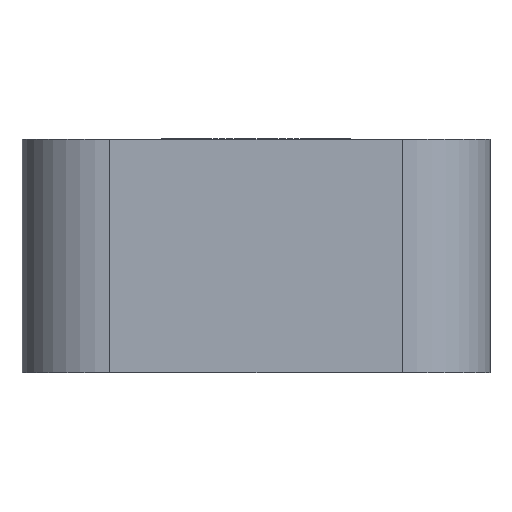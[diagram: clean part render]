
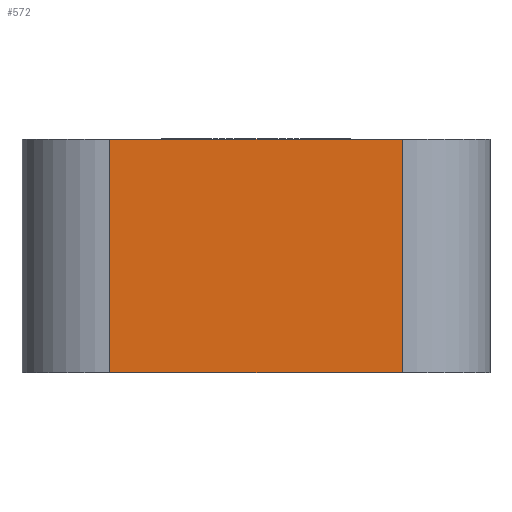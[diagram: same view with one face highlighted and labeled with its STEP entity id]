
A CAD part, left-side view. The second image highlights one B-rep face of the part: STEP entity #572.
In plain terms, the highlighted planar face has unit normal (-1, 0, 0).
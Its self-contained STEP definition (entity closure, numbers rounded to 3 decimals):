
#16 = LINE ( 'NONE', #366, #340 ) ;
#30 = FACE_OUTER_BOUND ( 'NONE', #704, .T. ) ;
#53 = ORIENTED_EDGE ( 'NONE', *, *, #333, .F. ) ;
#56 = LINE ( 'NONE', #757, #730 ) ;
#65 = EDGE_CURVE ( 'NONE', #191, #620, #479, .T. ) ;
#80 = CARTESIAN_POINT ( 'NONE',  ( -20., 8., 0. ) ) ;
#124 = LINE ( 'NONE', #127, #444 ) ;
#127 = CARTESIAN_POINT ( 'NONE',  ( -20., 8., 0. ) ) ;
#143 = CARTESIAN_POINT ( 'NONE',  ( -20., -5., 0. ) ) ;
#171 = VERTEX_POINT ( 'NONE', #315 ) ;
#191 = VERTEX_POINT ( 'NONE', #143 ) ;
#301 = DIRECTION ( 'NONE',  ( 0., 1., 0. ) ) ;
#315 = CARTESIAN_POINT ( 'NONE',  ( -20., 5., 8. ) ) ;
#333 = EDGE_CURVE ( 'NONE', #191, #381, #124, .T. ) ;
#340 = VECTOR ( 'NONE', #301, 1000. ) ;
#366 = CARTESIAN_POINT ( 'NONE',  ( -20., 8., 8. ) ) ;
#381 = VERTEX_POINT ( 'NONE', #651 ) ;
#408 = CARTESIAN_POINT ( 'NONE',  ( -20., -5., 8. ) ) ;
#444 = VECTOR ( 'NONE', #447, 1000. ) ;
#447 = DIRECTION ( 'NONE',  ( 0., 1., 0. ) ) ;
#451 = ORIENTED_EDGE ( 'NONE', *, *, #65, .T. ) ;
#479 = LINE ( 'NONE', #683, #811 ) ;
#488 = DIRECTION ( 'NONE',  ( 0., 0., -1. ) ) ;
#552 = ORIENTED_EDGE ( 'NONE', *, *, #843, .T. ) ;
#566 = AXIS2_PLACEMENT_3D ( 'NONE', #80, #600, #667 ) ;
#572 = ADVANCED_FACE ( 'NONE', ( #30 ), #602, .F. ) ;
#600 = DIRECTION ( 'NONE',  ( 1., 0., 0. ) ) ;
#602 = PLANE ( 'NONE',  #566 ) ;
#617 = DIRECTION ( 'NONE',  ( 0., 0., 1. ) ) ;
#620 = VERTEX_POINT ( 'NONE', #408 ) ;
#651 = CARTESIAN_POINT ( 'NONE',  ( -20., 5., 0. ) ) ;
#667 = DIRECTION ( 'NONE',  ( 0., 0., -1. ) ) ;
#683 = CARTESIAN_POINT ( 'NONE',  ( -20., -5., 0. ) ) ;
#687 = ORIENTED_EDGE ( 'NONE', *, *, #829, .T. ) ;
#704 = EDGE_LOOP ( 'NONE', ( #552, #687, #53, #451 ) ) ;
#730 = VECTOR ( 'NONE', #488, 1000. ) ;
#757 = CARTESIAN_POINT ( 'NONE',  ( -20., 5., 0. ) ) ;
#811 = VECTOR ( 'NONE', #617, 1000. ) ;
#829 = EDGE_CURVE ( 'NONE', #171, #381, #56, .T. ) ;
#843 = EDGE_CURVE ( 'NONE', #620, #171, #16, .T. ) ;
